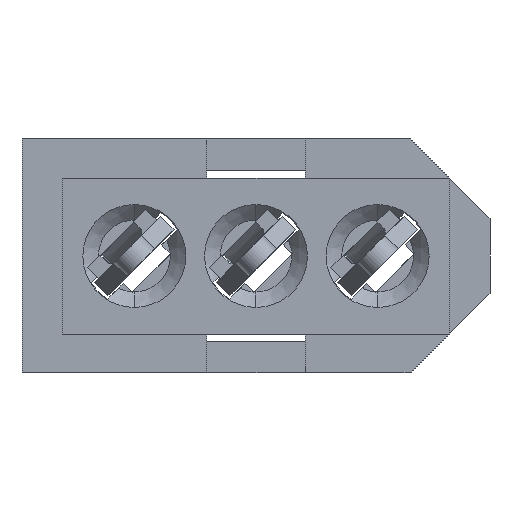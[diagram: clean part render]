
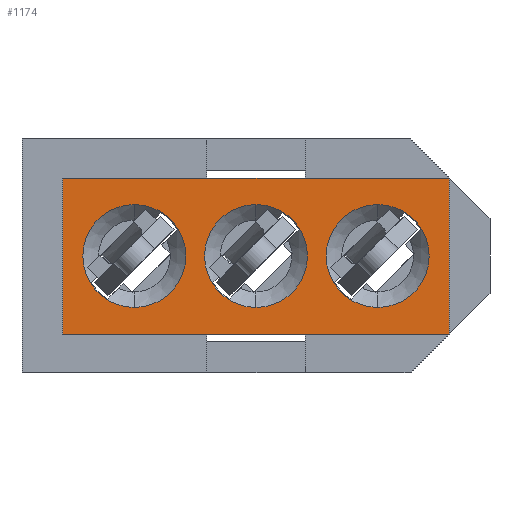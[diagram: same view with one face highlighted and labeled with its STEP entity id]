
A CAD part, front view. The second image highlights one B-rep face of the part: STEP entity #1174.
In plain terms, the highlighted planar face has unit normal (0, -1, 0).
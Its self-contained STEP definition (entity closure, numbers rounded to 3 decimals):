
#22 = ORIENTED_EDGE ( 'NONE', *, *, #2746, .F. ) ;
#51 = AXIS2_PLACEMENT_3D ( 'NONE', #2310, #6321, #5356 ) ;
#69 = VERTEX_POINT ( 'NONE', #1362 ) ;
#121 = VERTEX_POINT ( 'NONE', #1978 ) ;
#197 = VERTEX_POINT ( 'NONE', #6163 ) ;
#392 = LINE ( 'NONE', #5081, #1044 ) ;
#529 = CIRCLE ( 'NONE', #4342, 1.676 ) ;
#620 = CARTESIAN_POINT ( 'NONE',  ( 0., -12.7, 0. ) ) ;
#655 = ORIENTED_EDGE ( 'NONE', *, *, #3129, .T. ) ;
#661 = EDGE_CURVE ( 'NONE', #1080, #4543, #6167, .T. ) ;
#747 = DIRECTION ( 'NONE',  ( 0., 1., 0. ) ) ;
#761 = CIRCLE ( 'NONE', #3281, 1.676 ) ;
#808 = EDGE_CURVE ( 'NONE', #197, #967, #6491, .T. ) ;
#814 = ORIENTED_EDGE ( 'NONE', *, *, #5282, .F. ) ;
#815 = DIRECTION ( 'NONE',  ( 0., 0., 1. ) ) ;
#863 = EDGE_LOOP ( 'NONE', ( #655, #2484 ) ) ;
#895 = CARTESIAN_POINT ( 'NONE',  ( 7.925, -12.7, 0. ) ) ;
#967 = VERTEX_POINT ( 'NONE', #6474 ) ;
#983 = ORIENTED_EDGE ( 'NONE', *, *, #4809, .T. ) ;
#1013 = DIRECTION ( 'NONE',  ( 0., 1., 0. ) ) ;
#1044 = VECTOR ( 'NONE', #3593, 1000. ) ;
#1080 = VERTEX_POINT ( 'NONE', #1299 ) ;
#1174 = ADVANCED_FACE ( 'NONE', ( #1896, #3481, #5991, #4655 ), #3243, .F. ) ;
#1216 = VERTEX_POINT ( 'NONE', #2856 ) ;
#1299 = CARTESIAN_POINT ( 'NONE',  ( -2.324, -12.7, 2.54 ) ) ;
#1300 = DIRECTION ( 'NONE',  ( 0., 0., 1. ) ) ;
#1314 = VECTOR ( 'NONE', #5232, 1000. ) ;
#1315 = CIRCLE ( 'NONE', #5107, 1.676 ) ;
#1362 = CARTESIAN_POINT ( 'NONE',  ( -2.324, -12.7, -2.54 ) ) ;
#1371 = DIRECTION ( 'NONE',  ( 0., 1., 0. ) ) ;
#1425 = DIRECTION ( 'NONE',  ( 0., 0., 1. ) ) ;
#1485 = CARTESIAN_POINT ( 'NONE',  ( 3.962, -12.7, 0. ) ) ;
#1493 = EDGE_LOOP ( 'NONE', ( #5612, #983 ) ) ;
#1617 = DIRECTION ( 'NONE',  ( 0., 1., 0. ) ) ;
#1821 = CARTESIAN_POINT ( 'NONE',  ( -2.324, -12.7, -2.54 ) ) ;
#1896 = FACE_BOUND ( 'NONE', #1493, .T. ) ;
#1963 = EDGE_LOOP ( 'NONE', ( #3429, #22, #814, #5929 ) ) ;
#1978 = CARTESIAN_POINT ( 'NONE',  ( 7.925, -12.7, 1.676 ) ) ;
#1986 = DIRECTION ( 'NONE',  ( 0., 0., 1. ) ) ;
#2091 = DIRECTION ( 'NONE',  ( 0., 0., 1. ) ) ;
#2145 = CARTESIAN_POINT ( 'NONE',  ( 3.962, -12.7, 0. ) ) ;
#2310 = CARTESIAN_POINT ( 'NONE',  ( 0., -12.7, 0. ) ) ;
#2480 = EDGE_LOOP ( 'NONE', ( #6513, #2850 ) ) ;
#2484 = ORIENTED_EDGE ( 'NONE', *, *, #5594, .T. ) ;
#2540 = CARTESIAN_POINT ( 'NONE',  ( 3.962, -12.7, 1.676 ) ) ;
#2576 = CARTESIAN_POINT ( 'NONE',  ( 3.962, -12.7, -1.676 ) ) ;
#2647 = AXIS2_PLACEMENT_3D ( 'NONE', #1485, #1013, #1986 ) ;
#2677 = CIRCLE ( 'NONE', #51, 1.676 ) ;
#2736 = CARTESIAN_POINT ( 'NONE',  ( 10.249, -12.7, 2.54 ) ) ;
#2746 = EDGE_CURVE ( 'NONE', #1216, #69, #392, .T. ) ;
#2850 = ORIENTED_EDGE ( 'NONE', *, *, #808, .T. ) ;
#2856 = CARTESIAN_POINT ( 'NONE',  ( 10.249, -12.7, -2.54 ) ) ;
#2929 = CARTESIAN_POINT ( 'NONE',  ( 7.925, -12.7, 0. ) ) ;
#3129 = EDGE_CURVE ( 'NONE', #5727, #3814, #6061, .T. ) ;
#3235 = AXIS2_PLACEMENT_3D ( 'NONE', #620, #4151, #2091 ) ;
#3243 = PLANE ( 'NONE',  #4949 ) ;
#3281 = AXIS2_PLACEMENT_3D ( 'NONE', #895, #1371, #6418 ) ;
#3429 = ORIENTED_EDGE ( 'NONE', *, *, #3562, .F. ) ;
#3480 = EDGE_CURVE ( 'NONE', #967, #197, #2677, .T. ) ;
#3481 = FACE_BOUND ( 'NONE', #863, .T. ) ;
#3562 = EDGE_CURVE ( 'NONE', #69, #1080, #3637, .T. ) ;
#3593 = DIRECTION ( 'NONE',  ( -1., 0., 0. ) ) ;
#3637 = LINE ( 'NONE', #1821, #4641 ) ;
#3671 = DIRECTION ( 'NONE',  ( 0., 0., 1. ) ) ;
#3696 = LINE ( 'NONE', #6228, #1314 ) ;
#3814 = VERTEX_POINT ( 'NONE', #2576 ) ;
#4151 = DIRECTION ( 'NONE',  ( 0., 1., 0. ) ) ;
#4342 = AXIS2_PLACEMENT_3D ( 'NONE', #2145, #1617, #3671 ) ;
#4401 = CARTESIAN_POINT ( 'NONE',  ( -2.324, -12.7, 2.54 ) ) ;
#4543 = VERTEX_POINT ( 'NONE', #2736 ) ;
#4641 = VECTOR ( 'NONE', #1300, 1000. ) ;
#4655 = FACE_OUTER_BOUND ( 'NONE', #1963, .T. ) ;
#4809 = EDGE_CURVE ( 'NONE', #6250, #121, #761, .T. ) ;
#4949 = AXIS2_PLACEMENT_3D ( 'NONE', #6320, #747, #815 ) ;
#5081 = CARTESIAN_POINT ( 'NONE',  ( -2.324, -12.7, -2.54 ) ) ;
#5107 = AXIS2_PLACEMENT_3D ( 'NONE', #2929, #6454, #1425 ) ;
#5232 = DIRECTION ( 'NONE',  ( 0., 0., -1. ) ) ;
#5282 = EDGE_CURVE ( 'NONE', #4543, #1216, #3696, .T. ) ;
#5356 = DIRECTION ( 'NONE',  ( 0., 0., 1. ) ) ;
#5467 = DIRECTION ( 'NONE',  ( 1., 0., 0. ) ) ;
#5490 = CARTESIAN_POINT ( 'NONE',  ( 7.925, -12.7, -1.676 ) ) ;
#5594 = EDGE_CURVE ( 'NONE', #3814, #5727, #529, .T. ) ;
#5612 = ORIENTED_EDGE ( 'NONE', *, *, #5959, .T. ) ;
#5727 = VERTEX_POINT ( 'NONE', #2540 ) ;
#5929 = ORIENTED_EDGE ( 'NONE', *, *, #661, .F. ) ;
#5959 = EDGE_CURVE ( 'NONE', #121, #6250, #1315, .T. ) ;
#5991 = FACE_BOUND ( 'NONE', #2480, .T. ) ;
#6061 = CIRCLE ( 'NONE', #2647, 1.676 ) ;
#6163 = CARTESIAN_POINT ( 'NONE',  ( 0., -12.7, -1.676 ) ) ;
#6167 = LINE ( 'NONE', #4401, #6401 ) ;
#6228 = CARTESIAN_POINT ( 'NONE',  ( 10.249, -12.7, -2.54 ) ) ;
#6250 = VERTEX_POINT ( 'NONE', #5490 ) ;
#6320 = CARTESIAN_POINT ( 'NONE',  ( 0., -12.7, 0. ) ) ;
#6321 = DIRECTION ( 'NONE',  ( 0., 1., 0. ) ) ;
#6401 = VECTOR ( 'NONE', #5467, 1000. ) ;
#6418 = DIRECTION ( 'NONE',  ( 0., 0., 1. ) ) ;
#6454 = DIRECTION ( 'NONE',  ( 0., 1., 0. ) ) ;
#6474 = CARTESIAN_POINT ( 'NONE',  ( 0., -12.7, 1.676 ) ) ;
#6491 = CIRCLE ( 'NONE', #3235, 1.676 ) ;
#6513 = ORIENTED_EDGE ( 'NONE', *, *, #3480, .T. ) ;
